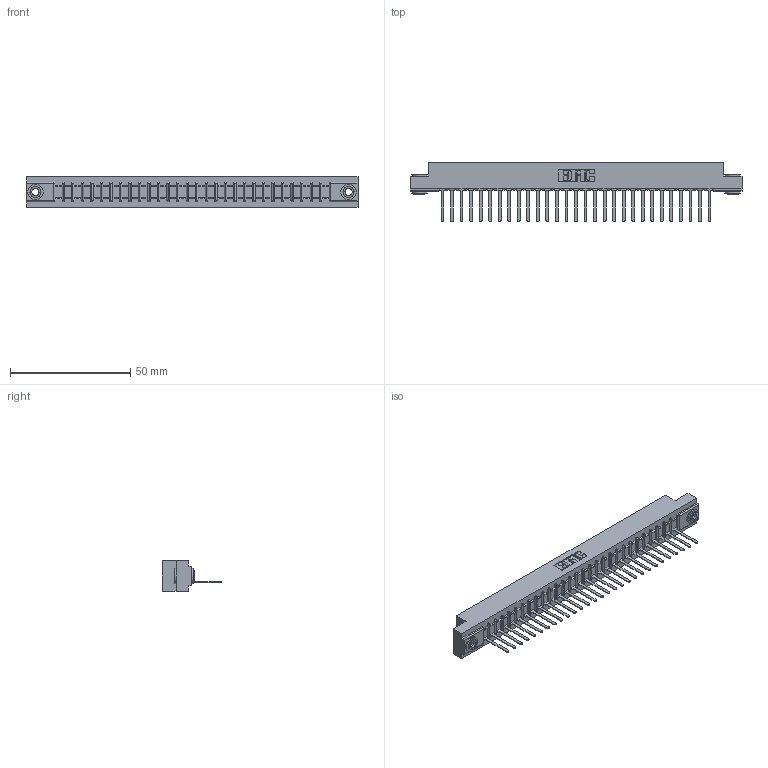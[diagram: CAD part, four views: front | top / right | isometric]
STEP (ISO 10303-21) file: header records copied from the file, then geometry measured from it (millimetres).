
FILE_DESCRIPTION (( 'STEP AP203' ), '1' );
FILE_NAME ('307-029-541-103.STEP', '2018-08-04T18:00:45', ( '' ), ( '' ), 'SwSTEP 2.0', 'SolidWorks 2016', '' );
FILE_SCHEMA (( 'CONFIG_CONTROL_DESIGN' ));
Length unit declared in the file: inch
Products named in the file (4): 307 Part_.156 Dia Mounting Holes; 307-290-002_541; 345-250-002_345-250-002-102; 307-029-541-103
Assembly tree (32 placements, depth 2):
  307-029-541-103
    307 Part_.156 Dia Mounting Holes
    307-290-002_541  x29
    345-250-002_345-250-002-102  x2
Bounding box: 137.92 x 24.59 x 12.7 mm (x, y, z)
Volume: 14745.6 mm3; surface area: 19031.8 mm2
Topology: 32 solids, 32 shells, 2346 faces, 7163 edges, 4690 vertices
Faces by surface type: plane 1399, cylinder 879, sphere 60, cone 8
Entity records: 28247 total; most frequent: CARTESIAN_POINT 4741, ORIENTED_EDGE 4722, DIRECTION 4627, EDGE_CURVE 2361, VECTOR 1795, LINE 1795, VERTEX_POINT 1530, AXIS2_PLACEMENT_3D 1416
